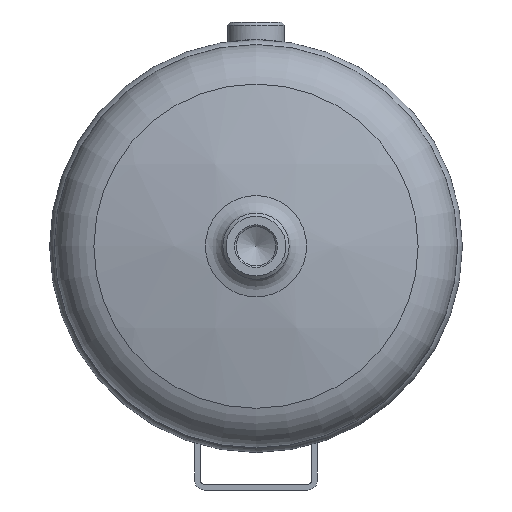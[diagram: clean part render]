
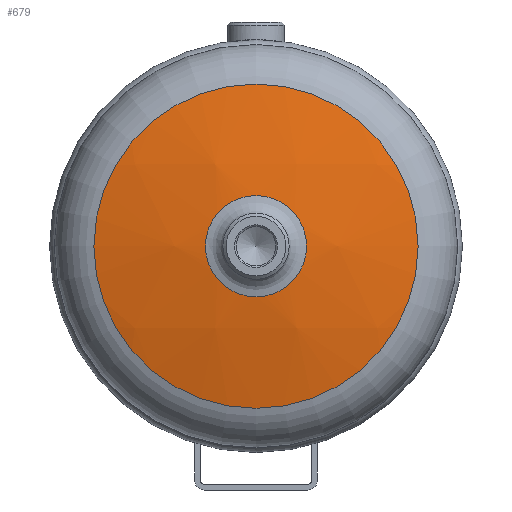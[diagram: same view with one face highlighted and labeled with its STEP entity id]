
A CAD part, left-side view. The second image highlights one B-rep face of the part: STEP entity #679.
In plain terms, the highlighted spherical face has radius 402.316 mm.
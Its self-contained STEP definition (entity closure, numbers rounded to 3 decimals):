
#19=SPHERICAL_SURFACE($,#763,402.316);
#122=FACE_BOUND($,#258,.T.);
#178=FACE_OUTER_BOUND($,#257,.T.);
#257=EDGE_LOOP($,(#567));
#258=EDGE_LOOP($,(#568));
#330=CIRCLE($,#764,99.066);
#331=CIRCLE($,#765,30.916);
#394=VERTEX_POINT($,#1719);
#395=VERTEX_POINT($,#1721);
#461=EDGE_CURVE($,#394,#394,#330,.T.);
#462=EDGE_CURVE($,#395,#395,#331,.T.);
#567=ORIENTED_EDGE($,*,*,#461,.F.);
#568=ORIENTED_EDGE($,*,*,#462,.T.);
#679=ADVANCED_FACE($,(#178,#122),#19,.T.);
#763=AXIS2_PLACEMENT_3D($,#1718,#933,#934);
#764=AXIS2_PLACEMENT_3D($,#1720,#935,#936);
#765=AXIS2_PLACEMENT_3D($,#1722,#937,#938);
#933=DIRECTION('center_axis',(0.,0.,1.));
#934=DIRECTION('ref_axis',(1.,0.,0.));
#935=DIRECTION('center_axis',(1.,0.,0.));
#936=DIRECTION('ref_axis',(0.,1.,0.));
#937=DIRECTION('center_axis',(1.,0.,0.));
#938=DIRECTION('ref_axis',(0.,1.,0.));
#1718=CARTESIAN_POINT('Origin',(164.223,0.,0.));
#1719=CARTESIAN_POINT('',(-225.705,99.066,0.));
#1720=CARTESIAN_POINT('Origin',(-225.705,0.,
0.));
#1721=CARTESIAN_POINT('',(-236.903,30.916,0.));
#1722=CARTESIAN_POINT('Origin',(-236.903,0.,
0.));
